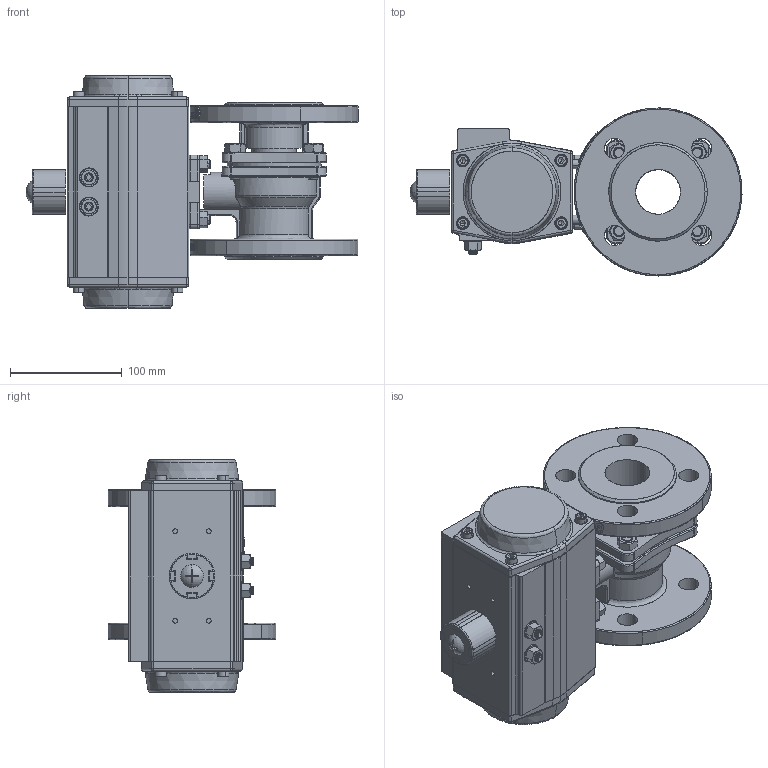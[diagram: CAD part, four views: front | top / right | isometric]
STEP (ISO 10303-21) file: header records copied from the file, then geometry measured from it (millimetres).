
FILE_DESCRIPTION (( 'STEP AP214' ), '1' );
FILE_NAME ('PK05_DN40 (PK05010007).STEP', '2022-04-28T08:03:00', ( '' ), ( '' ), 'SwSTEP 2.0', 'SolidWorks 2021', '' );
FILE_SCHEMA (( 'AUTOMOTIVE_DESIGN' ));
Length unit declared in the file: metre
Products named in the file (1): PK05_DN40 (PK05010007)
Bounding box: 296.67 x 150.03 x 208 mm (x, y, z)
Surface area: 264856.7 mm2 (no closed solid volume)
Topology: 0 solids, 690 shells, 935 faces, 4345 edges, 4010 vertices
Faces by surface type: cylinder 305, plane 271, bspline 237, cone 120, sphere 2
Entity records: 90126 total; most frequent: CARTESIAN_POINT 48361, DIRECTION 5770, ORIENTED_EDGE 4791, EDGE_CURVE 4319, VERTEX_POINT 4010, AXIS2_PLACEMENT_3D 2121, LINE 1528, VECTOR 1528
